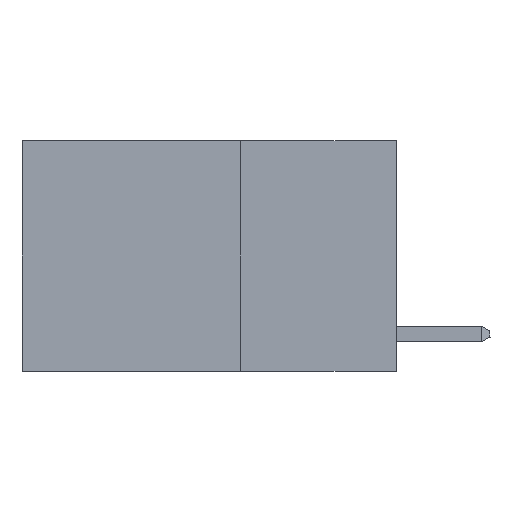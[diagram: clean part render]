
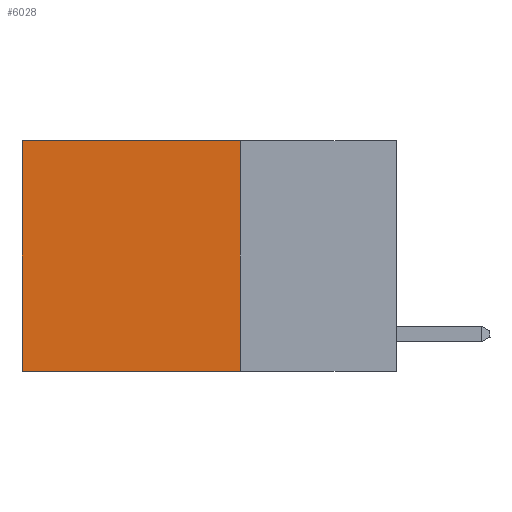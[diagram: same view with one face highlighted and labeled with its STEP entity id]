
A CAD part, left-side view. The second image highlights one B-rep face of the part: STEP entity #6028.
In plain terms, the highlighted planar face has unit normal (-1, 0, 0).
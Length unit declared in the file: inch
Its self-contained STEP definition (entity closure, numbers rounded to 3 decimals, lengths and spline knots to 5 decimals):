
#17 = ORIENTED_EDGE ( 'NONE', *, *, #4913, .F. ) ;
#774 = DIRECTION ( 'NONE',  ( 0., 0., -1. ) ) ;
#915 = EDGE_LOOP ( 'NONE', ( #2296, #13666, #17, #6831 ) ) ;
#1316 = EDGE_CURVE ( 'NONE', #11484, #11258, #13700, .T. ) ;
#1602 = LINE ( 'NONE', #9682, #12840 ) ;
#1645 = VERTEX_POINT ( 'NONE', #4376 ) ;
#1971 = EDGE_CURVE ( 'NONE', #1645, #11484, #12090, .T. ) ;
#2296 = ORIENTED_EDGE ( 'NONE', *, *, #1316, .T. ) ;
#2349 = CARTESIAN_POINT ( 'NONE',  ( 0.2625, 0.6, 0. ) ) ;
#2364 = DIRECTION ( 'NONE',  ( 0., 0., -1. ) ) ;
#2422 = LINE ( 'NONE', #2962, #10909 ) ;
#2774 = CARTESIAN_POINT ( 'NONE',  ( 0.2625, 0.6, 0. ) ) ;
#2962 = CARTESIAN_POINT ( 'NONE',  ( 0.2625, 0.25, -0.37 ) ) ;
#3331 = VECTOR ( 'NONE', #6284, 39.37008 ) ;
#4376 = CARTESIAN_POINT ( 'NONE',  ( 0.2625, 0.25, 0. ) ) ;
#4913 = EDGE_CURVE ( 'NONE', #1645, #7770, #1602, .T. ) ;
#4959 = CARTESIAN_POINT ( 'NONE',  ( 0.2625, 0.25, -0.37 ) ) ;
#5096 = AXIS2_PLACEMENT_3D ( 'NONE', #10076, #9055, #2364 ) ;
#5331 = CARTESIAN_POINT ( 'NONE',  ( 0.2625, 0.6, -0.37 ) ) ;
#6028 = ADVANCED_FACE ( 'NONE', ( #6974 ), #7937, .F. ) ;
#6236 = EDGE_CURVE ( 'NONE', #7770, #11258, #2422, .T. ) ;
#6284 = DIRECTION ( 'NONE',  ( 0., 1., 0. ) ) ;
#6327 = DIRECTION ( 'NONE',  ( 0., 0., -1. ) ) ;
#6698 = CARTESIAN_POINT ( 'NONE',  ( 0.2625, 0.25, 0. ) ) ;
#6831 = ORIENTED_EDGE ( 'NONE', *, *, #1971, .T. ) ;
#6974 = FACE_OUTER_BOUND ( 'NONE', #915, .T. ) ;
#7763 = VECTOR ( 'NONE', #774, 39.37008 ) ;
#7770 = VERTEX_POINT ( 'NONE', #4959 ) ;
#7937 = PLANE ( 'NONE',  #5096 ) ;
#9055 = DIRECTION ( 'NONE',  ( 1., 0., 0. ) ) ;
#9682 = CARTESIAN_POINT ( 'NONE',  ( 0.2625, 0.25, 0. ) ) ;
#10076 = CARTESIAN_POINT ( 'NONE',  ( 0.2625, 0.25, 0. ) ) ;
#10909 = VECTOR ( 'NONE', #11783, 39.37008 ) ;
#11258 = VERTEX_POINT ( 'NONE', #5331 ) ;
#11484 = VERTEX_POINT ( 'NONE', #2349 ) ;
#11783 = DIRECTION ( 'NONE',  ( 0., 1., 0. ) ) ;
#12090 = LINE ( 'NONE', #6698, #3331 ) ;
#12840 = VECTOR ( 'NONE', #6327, 39.37008 ) ;
#13666 = ORIENTED_EDGE ( 'NONE', *, *, #6236, .F. ) ;
#13700 = LINE ( 'NONE', #2774, #7763 ) ;
